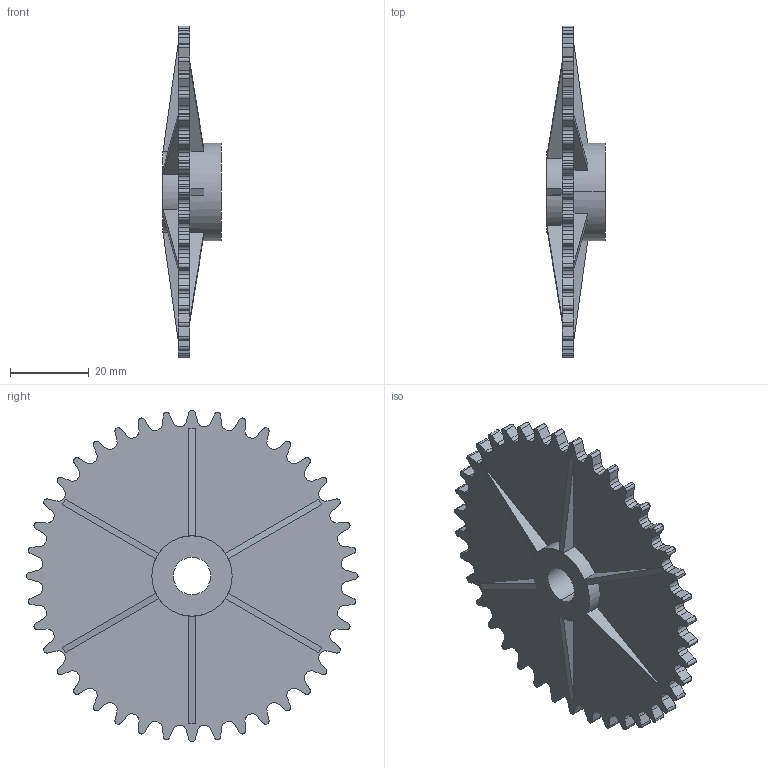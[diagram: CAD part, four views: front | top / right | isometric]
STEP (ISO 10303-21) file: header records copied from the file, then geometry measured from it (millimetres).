
FILE_DESCRIPTION((''),'2;1');
FILE_NAME('rcs-40.stp','2001-12-29T13:22:26',('Administrator'),(''),'Autodesk Inventor (tm) 3.0','Autodesk Inventor (tm) 3.0','');
FILE_SCHEMA(('CONFIG_CONTROL_DESIGN'));
Length unit declared in the file: inch
Products named in the file (1): rcs-40
Bounding box: 14.71 x 84.07 x 84.07 mm (x, y, z)
Volume: 19767.3 mm3; surface area: 13448.6 mm2
Topology: 1 solids, 1 shells, 366 faces, 1086 edges, 724 vertices
Faces by surface type: cylinder 246, plane 120
Entity records: 12607 total; most frequent: DIRECTION 2336, CARTESIAN_POINT 2177, ORIENTED_EDGE 2172, EDGE_CURVE 1086, AXIS2_PLACEMENT_3D 883, VERTEX_POINT 724, VECTOR 570, LINE 570
